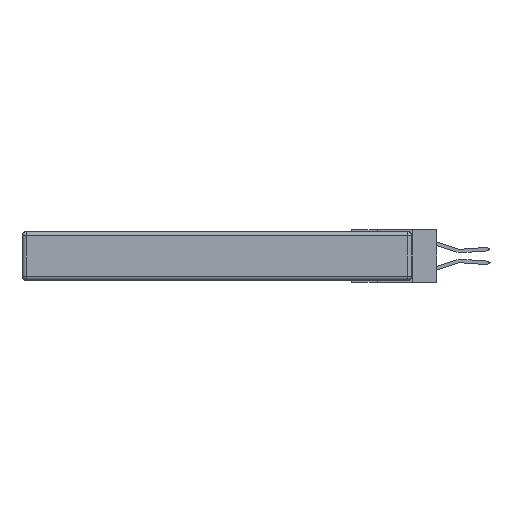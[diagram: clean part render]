
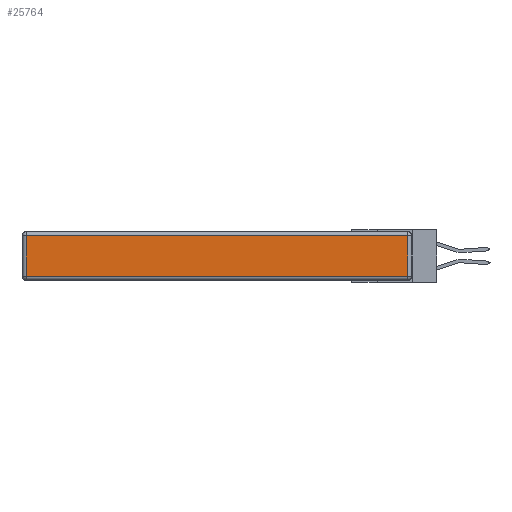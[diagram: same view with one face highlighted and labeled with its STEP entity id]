
A CAD part, left-side view. The second image highlights one B-rep face of the part: STEP entity #25764.
In plain terms, the highlighted planar face has unit normal (-1, 0, 0).
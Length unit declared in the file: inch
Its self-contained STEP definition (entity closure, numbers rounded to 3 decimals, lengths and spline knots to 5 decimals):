
#908 = LINE ( 'NONE', #4263, #11419 ) ;
#937 = CARTESIAN_POINT ( 'NONE',  ( 0., 0.03, -0.343 ) ) ;
#1144 = AXIS2_PLACEMENT_3D ( 'NONE', #18244, #27838, #13548 ) ;
#2161 = ORIENTED_EDGE ( 'NONE', *, *, #15855, .T. ) ;
#2888 = VECTOR ( 'NONE', #10727, 39.37008 ) ;
#4263 = CARTESIAN_POINT ( 'NONE',  ( 0., 2.75, -0.03 ) ) ;
#4935 = EDGE_CURVE ( 'NONE', #4990, #26897, #908, .T. ) ;
#4990 = VERTEX_POINT ( 'NONE', #15947 ) ;
#6610 = ORIENTED_EDGE ( 'NONE', *, *, #13865, .T. ) ;
#6787 = CARTESIAN_POINT ( 'NONE',  ( 0., 2.72, -0.03 ) ) ;
#6962 = LINE ( 'NONE', #7401, #21936 ) ;
#7299 = DIRECTION ( 'NONE',  ( 0., 0., -1. ) ) ;
#7401 = CARTESIAN_POINT ( 'NONE',  ( 0., 2.72, -0.343 ) ) ;
#8169 = ORIENTED_EDGE ( 'NONE', *, *, #11091, .T. ) ;
#8917 = LINE ( 'NONE', #15597, #2888 ) ;
#10594 = VECTOR ( 'NONE', #19379, 39.37008 ) ;
#10727 = DIRECTION ( 'NONE',  ( 0., -1., 0. ) ) ;
#11077 = DIRECTION ( 'NONE',  ( 0., 1., 0. ) ) ;
#11091 = EDGE_CURVE ( 'NONE', #12980, #4990, #30066, .T. ) ;
#11419 = VECTOR ( 'NONE', #11077, 39.37008 ) ;
#12980 = VERTEX_POINT ( 'NONE', #30289 ) ;
#13548 = DIRECTION ( 'NONE',  ( 0., 0., 1. ) ) ;
#13865 = EDGE_CURVE ( 'NONE', #22130, #12980, #8917, .T. ) ;
#15597 = CARTESIAN_POINT ( 'NONE',  ( 0., 0., -0.313 ) ) ;
#15855 = EDGE_CURVE ( 'NONE', #26897, #22130, #6962, .T. ) ;
#15947 = CARTESIAN_POINT ( 'NONE',  ( 0., 0.03, -0.03 ) ) ;
#18054 = CARTESIAN_POINT ( 'NONE',  ( 0., 2.72, -0.313 ) ) ;
#18244 = CARTESIAN_POINT ( 'NONE',  ( 0., 0., -0.343 ) ) ;
#19379 = DIRECTION ( 'NONE',  ( 0., 0., 1. ) ) ;
#21936 = VECTOR ( 'NONE', #7299, 39.37008 ) ;
#22130 = VERTEX_POINT ( 'NONE', #18054 ) ;
#22502 = ORIENTED_EDGE ( 'NONE', *, *, #4935, .T. ) ;
#25764 = ADVANCED_FACE ( 'NONE', ( #26949 ), #27425, .T. ) ;
#26897 = VERTEX_POINT ( 'NONE', #6787 ) ;
#26949 = FACE_OUTER_BOUND ( 'NONE', #27393, .T. ) ;
#27393 = EDGE_LOOP ( 'NONE', ( #6610, #8169, #22502, #2161 ) ) ;
#27425 = PLANE ( 'NONE',  #1144 ) ;
#27838 = DIRECTION ( 'NONE',  ( -1., 0., 0. ) ) ;
#30066 = LINE ( 'NONE', #937, #10594 ) ;
#30289 = CARTESIAN_POINT ( 'NONE',  ( 0., 0.03, -0.313 ) ) ;
